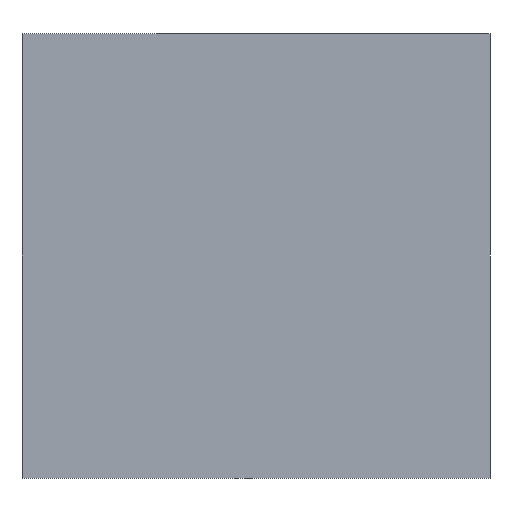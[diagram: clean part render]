
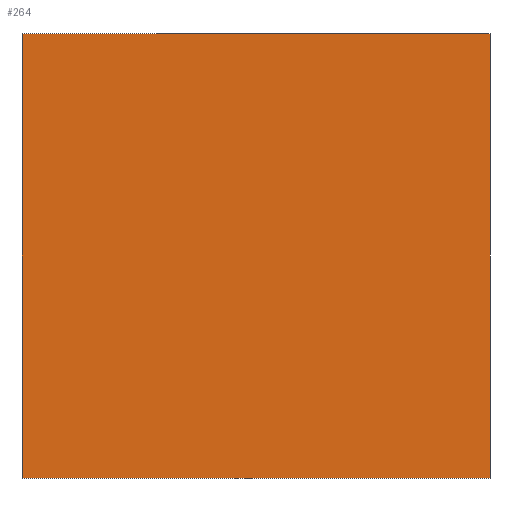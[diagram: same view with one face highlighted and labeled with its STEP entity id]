
A CAD part, front view. The second image highlights one B-rep face of the part: STEP entity #264.
In plain terms, the highlighted planar face has unit normal (0, -1, 0).
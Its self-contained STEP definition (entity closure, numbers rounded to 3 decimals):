
#264=ADVANCED_FACE('',(#2071),#2073,.T.);
#2071=FACE_BOUND('',#2072,.T.);
#2072=EDGE_LOOP('',(#13150,#13151,#13152,#13153));
#2073=PLANE('',#2074);
#2074=AXIS2_PLACEMENT_3D('',#2075,#2076,#2077);
#2075=CARTESIAN_POINT('',(-47.297,-48.865,-70.));
#2076=DIRECTION('',(0.,-1.,0.));
#2077=DIRECTION('',(1.,0.,0.));
#13150=ORIENTED_EDGE('',*,*,#14199,.T.);
#13151=ORIENTED_EDGE('',*,*,#14200,.T.);
#13152=ORIENTED_EDGE('',*,*,#14061,.F.);
#13153=ORIENTED_EDGE('',*,*,#14201,.F.);
#14061=EDGE_CURVE('',#14645,#14646,#14647,.T.);
#14199=EDGE_CURVE('',#14908,#14909,#14910,.T.);
#14200=EDGE_CURVE('',#14909,#14646,#14911,.T.);
#14201=EDGE_CURVE('',#14908,#14645,#14912,.T.);
#14645=VERTEX_POINT('',#15671);
#14646=VERTEX_POINT('',#15672);
#14647=LINE('',#15673,#15674);
#14908=VERTEX_POINT('',#16820);
#14909=VERTEX_POINT('',#16821);
#14910=LINE('',#16822,#16823);
#14911=LINE('',#16825,#16826);
#14912=LINE('',#16828,#16829);
#15671=CARTESIAN_POINT('',(-47.297,-48.865,25.));
#15672=CARTESIAN_POINT('',(52.703,-48.865,25.));
#15673=CARTESIAN_POINT('',(-47.297,-48.865,25.));
#15674=VECTOR('',#15675,1.);
#15675=DIRECTION('',(1.,0.,0.));
#16820=CARTESIAN_POINT('',(-47.297,-48.865,-70.));
#16821=CARTESIAN_POINT('',(52.703,-48.865,-70.));
#16822=CARTESIAN_POINT('',(-47.297,-48.865,-70.));
#16823=VECTOR('',#16824,1.);
#16824=DIRECTION('',(1.,0.,0.));
#16825=CARTESIAN_POINT('',(52.703,-48.865,-70.));
#16826=VECTOR('',#16827,1.);
#16827=DIRECTION('',(0.,0.,1.));
#16828=CARTESIAN_POINT('',(-47.297,-48.865,-70.));
#16829=VECTOR('',#16830,1.);
#16830=DIRECTION('',(0.,0.,1.));
